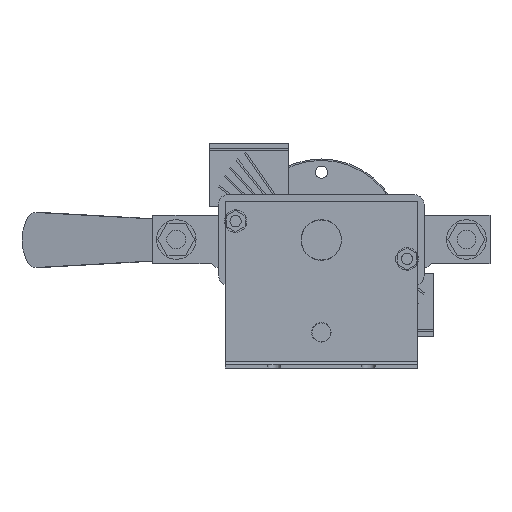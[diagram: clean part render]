
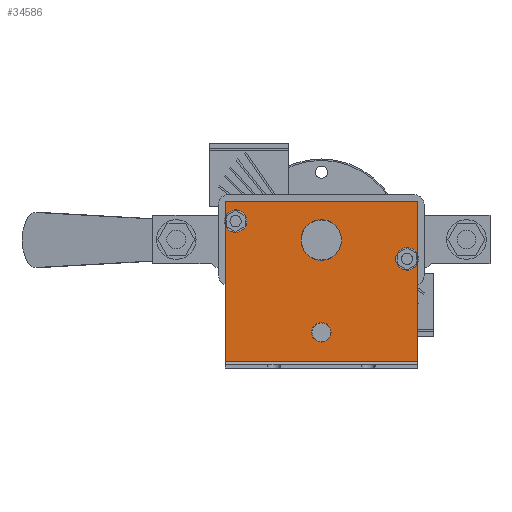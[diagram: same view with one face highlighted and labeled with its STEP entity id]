
A CAD part, left-side view. The second image highlights one B-rep face of the part: STEP entity #34586.
In plain terms, the highlighted planar face has unit normal (-1, 0, 0).
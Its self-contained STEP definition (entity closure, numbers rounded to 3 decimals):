
#879 = VERTEX_POINT ( 'NONE', #42063 ) ;
#4090 = FACE_BOUND ( 'NONE', #4994, .T. ) ;
#4479 = CIRCLE ( 'NONE', #24991, 6. ) ;
#4981 = CARTESIAN_POINT ( 'NONE',  ( -87., 0., 0. ) ) ;
#4994 = EDGE_LOOP ( 'NONE', ( #26431 ) ) ;
#5402 = EDGE_CURVE ( 'NONE', #36048, #16713, #7318, .T. ) ;
#6159 = CARTESIAN_POINT ( 'NONE',  ( -87., -51., 20.5 ) ) ;
#6171 = VERTEX_POINT ( 'NONE', #8996 ) ;
#6228 = CARTESIAN_POINT ( 'NONE',  ( -87., 0., -10.75 ) ) ;
#7318 = LINE ( 'NONE', #49858, #43966 ) ;
#7441 = AXIS2_PLACEMENT_3D ( 'NONE', #48001, #20470, #52542 ) ;
#7904 = VERTEX_POINT ( 'NONE', #42876 ) ;
#8829 = EDGE_CURVE ( 'NONE', #7904, #13007, #58664, .T. ) ;
#8996 = CARTESIAN_POINT ( 'NONE',  ( -87., -51., -7.602 ) ) ;
#9339 = CIRCLE ( 'NONE', #54186, 10.75 ) ;
#9392 = VERTEX_POINT ( 'NONE', #51844 ) ;
#9611 = DIRECTION ( 'NONE',  ( 0., 0., -1. ) ) ;
#9963 = ORIENTED_EDGE ( 'NONE', *, *, #5402, .F. ) ;
#10427 = DIRECTION ( 'NONE',  ( 0., 0., 1. ) ) ;
#10611 = AXIS2_PLACEMENT_3D ( 'NONE', #43698, #21042, #53108 ) ;
#13007 = VERTEX_POINT ( 'NONE', #13076 ) ;
#13076 = CARTESIAN_POINT ( 'NONE',  ( -87., 51., 7.602 ) ) ;
#14098 = CARTESIAN_POINT ( 'NONE',  ( -87., 45.5, 10. ) ) ;
#14795 = VERTEX_POINT ( 'NONE', #6228 ) ;
#16308 = EDGE_LOOP ( 'NONE', ( #49394 ) ) ;
#16321 = VERTEX_POINT ( 'NONE', #6159 ) ;
#16343 = FACE_BOUND ( 'NONE', #16308, .T. ) ;
#16686 = CARTESIAN_POINT ( 'NONE',  ( -87., 0., -54.15 ) ) ;
#16713 = VERTEX_POINT ( 'NONE', #32382 ) ;
#17736 = EDGE_CURVE ( 'NONE', #14795, #14795, #9339, .T. ) ;
#18069 = VECTOR ( 'NONE', #35329, 1000. ) ;
#18646 = DIRECTION ( 'NONE',  ( 0., 0., -1. ) ) ;
#19173 = DIRECTION ( 'NONE',  ( 0., -1., 0. ) ) ;
#19542 = VECTOR ( 'NONE', #54721, 1000. ) ;
#20470 = DIRECTION ( 'NONE',  ( 1., 0., 0. ) ) ;
#21042 = DIRECTION ( 'NONE',  ( 1., 0., 0. ) ) ;
#22362 = DIRECTION ( 'NONE',  ( 0., 1., 0. ) ) ;
#24494 = EDGE_CURVE ( 'NONE', #9392, #6171, #4479, .T. ) ;
#24991 = AXIS2_PLACEMENT_3D ( 'NONE', #53352, #25923, #57914 ) ;
#25009 = EDGE_LOOP ( 'NONE', ( #29262, #53663, #57933, #51546, #40806, #43666, #9963, #26489 ) ) ;
#25138 = DIRECTION ( 'NONE',  ( 0., 0., 1. ) ) ;
#25923 = DIRECTION ( 'NONE',  ( 1., 0., 0. ) ) ;
#26431 = ORIENTED_EDGE ( 'NONE', *, *, #17736, .T. ) ;
#26489 = ORIENTED_EDGE ( 'NONE', *, *, #30776, .T. ) ;
#26917 = VERTEX_POINT ( 'NONE', #16686 ) ;
#27651 = VECTOR ( 'NONE', #10427, 1000. ) ;
#28511 = FACE_OUTER_BOUND ( 'NONE', #25009, .T. ) ;
#29069 = LINE ( 'NONE', #47164, #27651 ) ;
#29262 = ORIENTED_EDGE ( 'NONE', *, *, #24494, .T. ) ;
#30280 = AXIS2_PLACEMENT_3D ( 'NONE', #14098, #46176, #18646 ) ;
#30685 = CARTESIAN_POINT ( 'NONE',  ( -87., 51., -66. ) ) ;
#30776 = EDGE_CURVE ( 'NONE', #36048, #9392, #37895, .T. ) ;
#31661 = LINE ( 'NONE', #30685, #18069 ) ;
#31835 = CARTESIAN_POINT ( 'NONE',  ( -87., 51., -66. ) ) ;
#32284 = EDGE_CURVE ( 'NONE', #6171, #16321, #29069, .T. ) ;
#32382 = CARTESIAN_POINT ( 'NONE',  ( -87., 51., -64.5 ) ) ;
#34586 = ADVANCED_FACE ( 'NONE', ( #16343, #4090, #28511 ), #39299, .F. ) ;
#35329 = DIRECTION ( 'NONE',  ( 0., 0., 1. ) ) ;
#36048 = VERTEX_POINT ( 'NONE', #47366 ) ;
#37108 = DIRECTION ( 'NONE',  ( 1., 0., 0. ) ) ;
#37895 = LINE ( 'NONE', #52553, #51524 ) ;
#39299 = PLANE ( 'NONE',  #10611 ) ;
#40806 = ORIENTED_EDGE ( 'NONE', *, *, #8829, .T. ) ;
#41716 = LINE ( 'NONE', #46697, #44607 ) ;
#42063 = CARTESIAN_POINT ( 'NONE',  ( -87., 51., 20.5 ) ) ;
#42339 = EDGE_CURVE ( 'NONE', #7904, #879, #43954, .T. ) ;
#42876 = CARTESIAN_POINT ( 'NONE',  ( -87., 51., 12.398 ) ) ;
#43011 = EDGE_CURVE ( 'NONE', #879, #16321, #41716, .T. ) ;
#43666 = ORIENTED_EDGE ( 'NONE', *, *, #54940, .F. ) ;
#43698 = CARTESIAN_POINT ( 'NONE',  ( -87., 145.457, -66. ) ) ;
#43954 = LINE ( 'NONE', #31835, #19542 ) ;
#43966 = VECTOR ( 'NONE', #22362, 1000. ) ;
#44607 = VECTOR ( 'NONE', #19173, 1000. ) ;
#46176 = DIRECTION ( 'NONE',  ( 1., 0., 0. ) ) ;
#46697 = CARTESIAN_POINT ( 'NONE',  ( -87., 145.457, 20.5 ) ) ;
#47164 = CARTESIAN_POINT ( 'NONE',  ( -87., -51., -66. ) ) ;
#47366 = CARTESIAN_POINT ( 'NONE',  ( -87., -51., -64.5 ) ) ;
#48001 = CARTESIAN_POINT ( 'NONE',  ( -87., 0., -49. ) ) ;
#48255 = EDGE_CURVE ( 'NONE', #26917, #26917, #50660, .T. ) ;
#49394 = ORIENTED_EDGE ( 'NONE', *, *, #48255, .T. ) ;
#49858 = CARTESIAN_POINT ( 'NONE',  ( -87., 51., -64.5 ) ) ;
#50660 = CIRCLE ( 'NONE', #7441, 5.15 ) ;
#51524 = VECTOR ( 'NONE', #25138, 1000. ) ;
#51546 = ORIENTED_EDGE ( 'NONE', *, *, #42339, .F. ) ;
#51844 = CARTESIAN_POINT ( 'NONE',  ( -87., -51., -12.398 ) ) ;
#52542 = DIRECTION ( 'NONE',  ( 0., 0., -1. ) ) ;
#52553 = CARTESIAN_POINT ( 'NONE',  ( -87., -51., -66. ) ) ;
#53108 = DIRECTION ( 'NONE',  ( 0., 0., 1. ) ) ;
#53352 = CARTESIAN_POINT ( 'NONE',  ( -87., -45.5, -10. ) ) ;
#53663 = ORIENTED_EDGE ( 'NONE', *, *, #32284, .T. ) ;
#54186 = AXIS2_PLACEMENT_3D ( 'NONE', #4981, #37108, #9611 ) ;
#54721 = DIRECTION ( 'NONE',  ( 0., 0., 1. ) ) ;
#54940 = EDGE_CURVE ( 'NONE', #16713, #13007, #31661, .T. ) ;
#57914 = DIRECTION ( 'NONE',  ( 0., 0., -1. ) ) ;
#57933 = ORIENTED_EDGE ( 'NONE', *, *, #43011, .F. ) ;
#58664 = CIRCLE ( 'NONE', #30280, 6. ) ;
